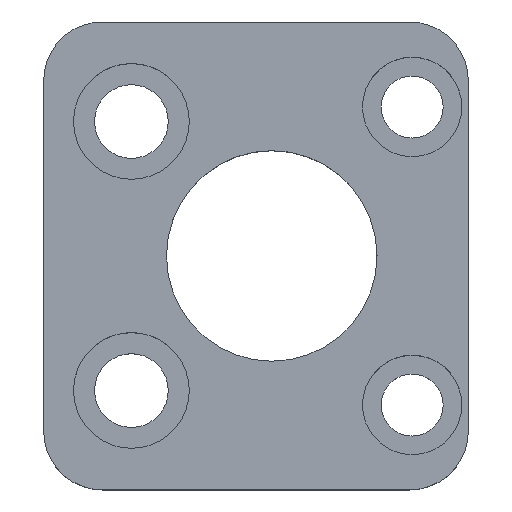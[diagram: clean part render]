
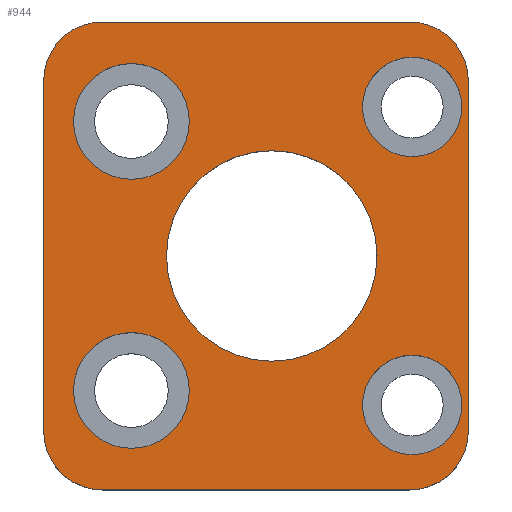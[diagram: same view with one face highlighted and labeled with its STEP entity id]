
A CAD part, top view. The second image highlights one B-rep face of the part: STEP entity #944.
In plain terms, the highlighted planar face has unit normal (0, 0, 1).
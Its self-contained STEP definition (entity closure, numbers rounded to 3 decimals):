
#15=CIRCLE('',#973,5.);
#25=CIRCLE('',#986,5.);
#26=CIRCLE('',#988,5.);
#27=CIRCLE('',#991,5.);
#36=CIRCLE('',#1009,4.25);
#37=CIRCLE('',#1011,9.);
#38=CIRCLE('',#1013,4.25);
#39=CIRCLE('',#1015,4.95);
#40=CIRCLE('',#1017,4.95);
#65=FACE_BOUND('',#233,.T.);
#66=FACE_BOUND('',#234,.T.);
#67=FACE_BOUND('',#235,.T.);
#68=FACE_BOUND('',#236,.T.);
#69=FACE_BOUND('',#237,.T.);
#169=FACE_OUTER_BOUND('',#232,.T.);
#232=EDGE_LOOP('',(#857,#858,#859,#860,#861,#862,#863,#864));
#233=EDGE_LOOP('',(#865));
#234=EDGE_LOOP('',(#866));
#235=EDGE_LOOP('',(#867));
#236=EDGE_LOOP('',(#868));
#237=EDGE_LOOP('',(#869));
#288=LINE('',#1662,#362);
#297=LINE('',#1699,#371);
#310=LINE('',#1762,#384);
#311=LINE('',#1764,#385);
#362=VECTOR('',#1099,10.);
#371=VECTOR('',#1134,10.);
#384=VECTOR('',#1215,10.);
#385=VECTOR('',#1218,10.);
#441=VERTEX_POINT('',#1659);
#442=VERTEX_POINT('',#1661);
#444=VERTEX_POINT('',#1667);
#445=VERTEX_POINT('',#1668);
#457=VERTEX_POINT('',#1697);
#458=VERTEX_POINT('',#1701);
#459=VERTEX_POINT('',#1705);
#460=VERTEX_POINT('',#1710);
#469=VERTEX_POINT('',#1742);
#470=VERTEX_POINT('',#1746);
#471=VERTEX_POINT('',#1750);
#472=VERTEX_POINT('',#1754);
#473=VERTEX_POINT('',#1758);
#556=EDGE_CURVE('',#441,#442,#288,.T.);
#559=EDGE_CURVE('',#444,#445,#15,.T.);
#575=EDGE_CURVE('',#457,#445,#297,.T.);
#576=EDGE_CURVE('',#457,#458,#25,.T.);
#578=EDGE_CURVE('',#441,#459,#26,.T.);
#580=EDGE_CURVE('',#460,#442,#27,.T.);
#594=EDGE_CURVE('',#469,#469,#36,.T.);
#596=EDGE_CURVE('',#470,#470,#37,.T.);
#598=EDGE_CURVE('',#471,#471,#38,.T.);
#600=EDGE_CURVE('',#472,#472,#39,.T.);
#602=EDGE_CURVE('',#473,#473,#40,.T.);
#604=EDGE_CURVE('',#460,#458,#310,.T.);
#605=EDGE_CURVE('',#444,#459,#311,.T.);
#857=ORIENTED_EDGE('',*,*,#559,.T.);
#858=ORIENTED_EDGE('',*,*,#575,.F.);
#859=ORIENTED_EDGE('',*,*,#576,.T.);
#860=ORIENTED_EDGE('',*,*,#604,.F.);
#861=ORIENTED_EDGE('',*,*,#580,.T.);
#862=ORIENTED_EDGE('',*,*,#556,.F.);
#863=ORIENTED_EDGE('',*,*,#578,.T.);
#864=ORIENTED_EDGE('',*,*,#605,.F.);
#865=ORIENTED_EDGE('',*,*,#602,.F.);
#866=ORIENTED_EDGE('',*,*,#600,.F.);
#867=ORIENTED_EDGE('',*,*,#598,.F.);
#868=ORIENTED_EDGE('',*,*,#596,.F.);
#869=ORIENTED_EDGE('',*,*,#594,.F.);
#892=PLANE('',#1020);
#944=ADVANCED_FACE('',(#169,#65,#66,#67,#68,#69),#892,.F.);
#973=AXIS2_PLACEMENT_3D('',#1669,#1104,#1105);
#986=AXIS2_PLACEMENT_3D('',#1702,#1137,#1138);
#988=AXIS2_PLACEMENT_3D('',#1706,#1142,#1143);
#991=AXIS2_PLACEMENT_3D('',#1711,#1149,#1150);
#1009=AXIS2_PLACEMENT_3D('',#1743,#1190,#1191);
#1011=AXIS2_PLACEMENT_3D('',#1747,#1195,#1196);
#1013=AXIS2_PLACEMENT_3D('',#1751,#1200,#1201);
#1015=AXIS2_PLACEMENT_3D('',#1755,#1205,#1206);
#1017=AXIS2_PLACEMENT_3D('',#1759,#1210,#1211);
#1020=AXIS2_PLACEMENT_3D('',#1765,#1219,#1220);
#1099=DIRECTION('',(-1.,0.,0.));
#1104=DIRECTION('center_axis',(0.,0.,1.));
#1105=DIRECTION('ref_axis',(0.707,0.707,0.));
#1134=DIRECTION('',(1.,0.,0.));
#1137=DIRECTION('center_axis',(0.,0.,1.));
#1138=DIRECTION('ref_axis',(-0.707,0.707,0.));
#1142=DIRECTION('center_axis',(0.,0.,1.));
#1143=DIRECTION('ref_axis',(0.707,-0.707,0.));
#1149=DIRECTION('center_axis',(0.,0.,1.));
#1150=DIRECTION('ref_axis',(-0.707,-0.707,0.));
#1190=DIRECTION('center_axis',(0.,0.,1.));
#1191=DIRECTION('ref_axis',(-1.,0.,0.));
#1195=DIRECTION('center_axis',(0.,0.,1.));
#1196=DIRECTION('ref_axis',(-1.,0.,0.));
#1200=DIRECTION('center_axis',(0.,0.,1.));
#1201=DIRECTION('ref_axis',(-1.,0.,0.));
#1205=DIRECTION('center_axis',(0.,0.,1.));
#1206=DIRECTION('ref_axis',(-1.,0.,0.));
#1210=DIRECTION('center_axis',(0.,0.,1.));
#1211=DIRECTION('ref_axis',(-1.,0.,0.));
#1215=DIRECTION('',(0.,1.,0.));
#1218=DIRECTION('',(0.,-1.,0.));
#1219=DIRECTION('center_axis',(0.,0.,-1.));
#1220=DIRECTION('ref_axis',(-1.,0.,0.));
#1659=CARTESIAN_POINT('',(41.3,0.,7.));
#1661=CARTESIAN_POINT('',(15.,0.,7.));
#1662=CARTESIAN_POINT('',(10.,0.,7.));
#1667=CARTESIAN_POINT('',(46.3,35.,7.));
#1668=CARTESIAN_POINT('',(41.3,40.,7.));
#1669=CARTESIAN_POINT('Origin',(41.3,35.,7.));
#1697=CARTESIAN_POINT('',(15.,40.,7.));
#1699=CARTESIAN_POINT('',(46.3,40.,7.));
#1701=CARTESIAN_POINT('',(10.,35.,7.));
#1702=CARTESIAN_POINT('Origin',(15.,35.,7.));
#1705=CARTESIAN_POINT('',(46.3,5.,7.));
#1706=CARTESIAN_POINT('Origin',(41.3,5.,7.));
#1710=CARTESIAN_POINT('',(10.,5.,7.));
#1711=CARTESIAN_POINT('Origin',(15.,5.,7.));
#1742=CARTESIAN_POINT('',(45.75,7.26,7.));
#1743=CARTESIAN_POINT('Origin',(41.5,7.26,7.));
#1746=CARTESIAN_POINT('',(38.5,20.,7.));
#1747=CARTESIAN_POINT('Origin',(29.5,20.,7.));
#1750=CARTESIAN_POINT('',(45.75,32.74,7.));
#1751=CARTESIAN_POINT('Origin',(41.5,32.74,7.));
#1754=CARTESIAN_POINT('',(22.45,8.5,7.));
#1755=CARTESIAN_POINT('Origin',(17.5,8.5,7.));
#1758=CARTESIAN_POINT('',(22.45,31.5,7.));
#1759=CARTESIAN_POINT('Origin',(17.5,31.5,7.));
#1762=CARTESIAN_POINT('',(10.,40.,7.));
#1764=CARTESIAN_POINT('',(46.3,0.,7.));
#1765=CARTESIAN_POINT('Origin',(28.15,20.,7.));
